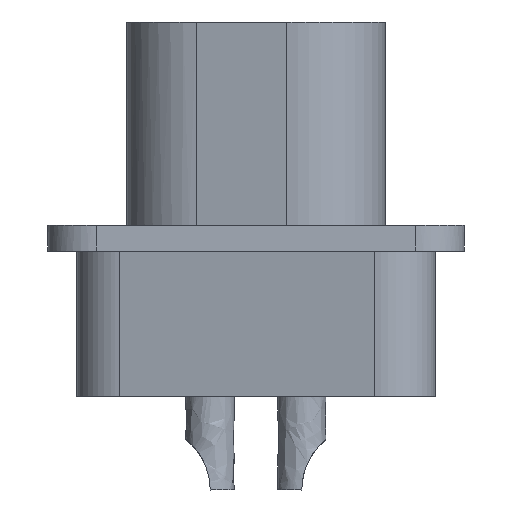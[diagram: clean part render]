
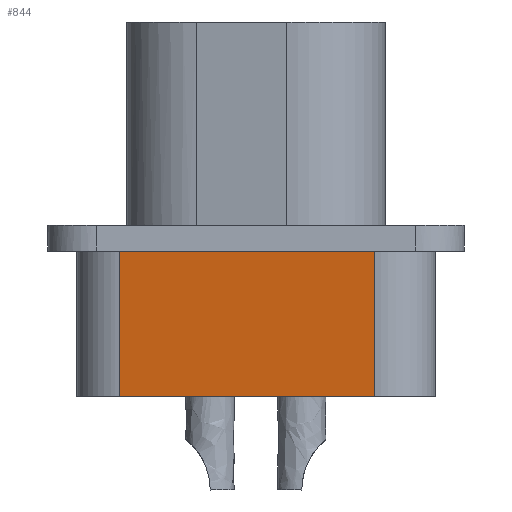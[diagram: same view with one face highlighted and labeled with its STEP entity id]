
A CAD part, left-side view. The second image highlights one B-rep face of the part: STEP entity #844.
In plain terms, the highlighted free-form (B-spline) face has degree [1, 1] with [2, 2] control points.
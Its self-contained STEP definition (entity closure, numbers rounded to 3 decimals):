
#778=CARTESIAN_POINT('V57',(-9.776,-7.672,
   -0.8));
#779=VERTEX_POINT('V57',#778);
#793=CARTESIAN_POINT('V58',(-9.776,-7.672,
   -5.3));
#794=VERTEX_POINT('V58',#793);
#795=CARTESIAN_POINT('E85',(-9.776,-7.672,
   -0.8));
#796=CARTESIAN_POINT('E85',(-9.776,-7.672,
   -5.3));
#797=B_SPLINE_CURVE_WITH_KNOTS('E85',1,(#795,#796),.POLYLINE_FORM.,
   .F.,.U.,(2,2),(0.0,1.18),.UNSPECIFIED.);
#798=EDGE_CURVE('E85',#779,#794,#797,.T.);
#817=CARTESIAN_POINT('F34',(-9.776,-7.672,
   -0.8));
#818=CARTESIAN_POINT('F34',(-8.383,0.228,
   -0.8));
#819=CARTESIAN_POINT('F34',(-9.776,-7.672,
   -5.3));
#820=CARTESIAN_POINT('F34',(-8.383,0.228,
   -5.3));
#821=B_SPLINE_SURFACE_WITH_KNOTS('F34',1,1,((#817,#819),(#818,
   #820)),.PLANE_SURF.,.F.,.F.,.U.,(2,2),(2,2),(0.0,
   1.783),(0.0,1.0),.UNSPECIFIED.);
#822=CARTESIAN_POINT('V55',(-8.383,0.228,
   -0.8));
#823=VERTEX_POINT('V55',#822);
#824=CARTESIAN_POINT('E83',(-8.383,0.228,
   -0.8));
#825=CARTESIAN_POINT('E83',(-9.776,-7.672,
   -0.8));
#826=B_SPLINE_CURVE_WITH_KNOTS('E83',1,(#824,#825),.POLYLINE_FORM.,
   .F.,.U.,(2,2),(0.0,1.783),.UNSPECIFIED.);
#827=EDGE_CURVE('E83',#823,#779,#826,.T.);
#828=ORIENTED_EDGE('E83',*,*,#827,.F.);
#829=CARTESIAN_POINT('V56',(-8.383,0.228,
   -5.3));
#830=VERTEX_POINT('V56',#829);
#831=CARTESIAN_POINT('E82',(-8.383,0.228,
   -0.8));
#832=CARTESIAN_POINT('E82',(-8.383,0.228,
   -5.3));
#833=QUASI_UNIFORM_CURVE('E82',1,(#831,#832),.POLYLINE_FORM.,.F.,.U.
   );
#834=EDGE_CURVE('E82',#823,#830,#833,.T.);
#835=ORIENTED_EDGE('E82',*,*,#834,.T.);
#836=CARTESIAN_POINT('E84',(-8.383,0.228,
   -5.3));
#837=CARTESIAN_POINT('E84',(-9.776,-7.672,
   -5.3));
#838=B_SPLINE_CURVE_WITH_KNOTS('E84',1,(#836,#837),.POLYLINE_FORM.,
   .F.,.U.,(2,2),(0.0,1.783),.UNSPECIFIED.);
#839=EDGE_CURVE('E84',#830,#794,#838,.T.);
#840=ORIENTED_EDGE('E84',*,*,#839,.T.);
#841=ORIENTED_EDGE('E85',*,*,#798,.F.);
#842=EDGE_LOOP('F34',(#828,#835,#840,#841));
#843=FACE_OUTER_BOUND('F34',#842,.T.);
#844=ADVANCED_FACE('F34',(#843),#821,.T.);
